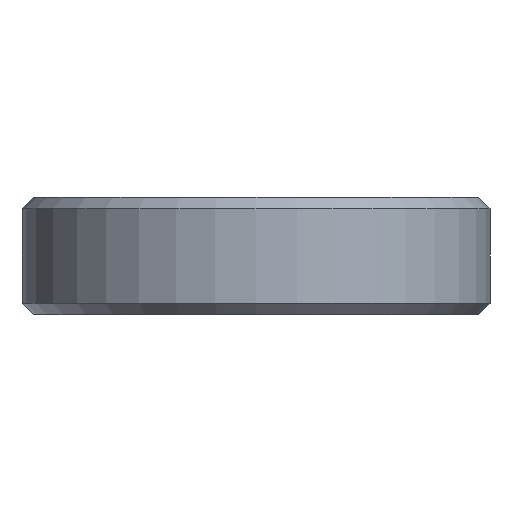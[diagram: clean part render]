
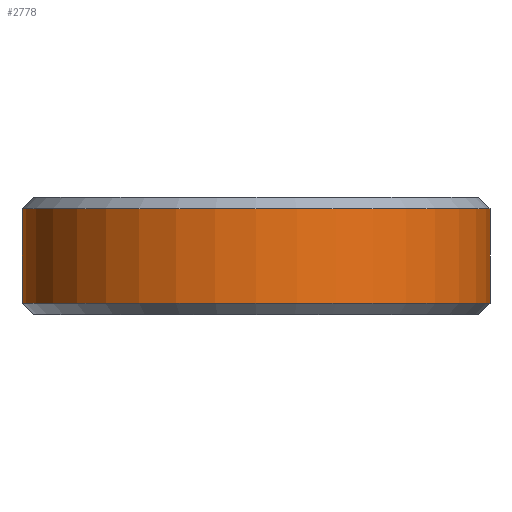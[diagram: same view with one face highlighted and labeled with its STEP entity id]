
A CAD part, left-side view. The second image highlights one B-rep face of the part: STEP entity #2778.
In plain terms, the highlighted cylindrical face has radius 6.25 mm (diameter 12.5 mm), a partial arc.
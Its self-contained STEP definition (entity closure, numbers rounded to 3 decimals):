
#144 = VERTEX_POINT('',#145);
#145 = CARTESIAN_POINT('',(0.,-6.25,0.3));
#161 = CONICAL_SURFACE('',#162,6.25,0.785);
#162 = AXIS2_PLACEMENT_3D('',#163,#164,#165);
#163 = CARTESIAN_POINT('',(0.,0.,0.3));
#164 = DIRECTION('',(0.,0.,1.));
#165 = DIRECTION('',(0.,1.,0.));
#187 = PLANE('',#188);
#188 = AXIS2_PLACEMENT_3D('',#189,#190,#191);
#189 = CARTESIAN_POINT('',(212.5,-6.25,0.));
#190 = DIRECTION('',(0.,-1.,0.));
#191 = DIRECTION('',(-1.,0.,0.));
#290 = PLANE('',#291);
#291 = AXIS2_PLACEMENT_3D('',#292,#293,#294);
#292 = CARTESIAN_POINT('',(212.5,6.25,0.));
#293 = DIRECTION('',(0.,-1.,0.));
#294 = DIRECTION('',(-1.,0.,0.));
#1402 = VERTEX_POINT('',#1403);
#1403 = CARTESIAN_POINT('',(0.,6.25,0.3));
#1449 = EDGE_CURVE('',#1402,#144,#1450,.T.);
#1450 = SURFACE_CURVE('',#1451,(#1456,#1463),.PCURVE_S1.);
#1451 = CIRCLE('',#1452,6.25);
#1452 = AXIS2_PLACEMENT_3D('',#1453,#1454,#1455);
#1453 = CARTESIAN_POINT('',(0.,0.,0.3));
#1454 = DIRECTION('',(0.,-0.,1.));
#1455 = DIRECTION('',(0.,1.,0.));
#1456 = PCURVE('',#161,#1457);
#1457 = DEFINITIONAL_REPRESENTATION('',(#1458),#1462);
#1458 = LINE('',#1459,#1460);
#1459 = CARTESIAN_POINT('',(0.,-0.));
#1460 = VECTOR('',#1461,1.);
#1461 = DIRECTION('',(1.,-0.));
#1462 = ( GEOMETRIC_REPRESENTATION_CONTEXT(2) 
PARAMETRIC_REPRESENTATION_CONTEXT() REPRESENTATION_CONTEXT('2D SPACE',''
  ) );
#1463 = PCURVE('',#1464,#1469);
#1464 = CYLINDRICAL_SURFACE('',#1465,6.25);
#1465 = AXIS2_PLACEMENT_3D('',#1466,#1467,#1468);
#1466 = CARTESIAN_POINT('',(0.,0.,0.));
#1467 = DIRECTION('',(-0.,-0.,-1.));
#1468 = DIRECTION('',(1.,0.,0.));
#1469 = DEFINITIONAL_REPRESENTATION('',(#1470),#1474);
#1470 = LINE('',#1471,#1472);
#1471 = CARTESIAN_POINT('',(-1.571,-0.3));
#1472 = VECTOR('',#1473,1.);
#1473 = DIRECTION('',(-1.,0.));
#1474 = ( GEOMETRIC_REPRESENTATION_CONTEXT(2) 
PARAMETRIC_REPRESENTATION_CONTEXT() REPRESENTATION_CONTEXT('2D SPACE',''
  ) );
#1483 = VERTEX_POINT('',#1484);
#1484 = CARTESIAN_POINT('',(0.,-6.25,2.825));
#1510 = EDGE_CURVE('',#144,#1483,#1511,.T.);
#1511 = SURFACE_CURVE('',#1512,(#1516,#1523),.PCURVE_S1.);
#1512 = LINE('',#1513,#1514);
#1513 = CARTESIAN_POINT('',(0.,-6.25,0.));
#1514 = VECTOR('',#1515,1.);
#1515 = DIRECTION('',(0.,0.,1.));
#1516 = PCURVE('',#187,#1517);
#1517 = DEFINITIONAL_REPRESENTATION('',(#1518),#1522);
#1518 = LINE('',#1519,#1520);
#1519 = CARTESIAN_POINT('',(212.5,0.));
#1520 = VECTOR('',#1521,1.);
#1521 = DIRECTION('',(0.,-1.));
#1522 = ( GEOMETRIC_REPRESENTATION_CONTEXT(2) 
PARAMETRIC_REPRESENTATION_CONTEXT() REPRESENTATION_CONTEXT('2D SPACE',''
  ) );
#1523 = PCURVE('',#1464,#1524);
#1524 = DEFINITIONAL_REPRESENTATION('',(#1525),#1529);
#1525 = LINE('',#1526,#1527);
#1526 = CARTESIAN_POINT('',(-4.712,0.));
#1527 = VECTOR('',#1528,1.);
#1528 = DIRECTION('',(-0.,-1.));
#1529 = ( GEOMETRIC_REPRESENTATION_CONTEXT(2) 
PARAMETRIC_REPRESENTATION_CONTEXT() REPRESENTATION_CONTEXT('2D SPACE',''
  ) );
#1619 = VERTEX_POINT('',#1620);
#1620 = CARTESIAN_POINT('',(0.,6.25,2.825));
#1641 = EDGE_CURVE('',#1402,#1619,#1642,.T.);
#1642 = SURFACE_CURVE('',#1643,(#1647,#1654),.PCURVE_S1.);
#1643 = LINE('',#1644,#1645);
#1644 = CARTESIAN_POINT('',(0.,6.25,0.));
#1645 = VECTOR('',#1646,1.);
#1646 = DIRECTION('',(0.,0.,1.));
#1647 = PCURVE('',#290,#1648);
#1648 = DEFINITIONAL_REPRESENTATION('',(#1649),#1653);
#1649 = LINE('',#1650,#1651);
#1650 = CARTESIAN_POINT('',(212.5,0.));
#1651 = VECTOR('',#1652,1.);
#1652 = DIRECTION('',(0.,-1.));
#1653 = ( GEOMETRIC_REPRESENTATION_CONTEXT(2) 
PARAMETRIC_REPRESENTATION_CONTEXT() REPRESENTATION_CONTEXT('2D SPACE',''
  ) );
#1654 = PCURVE('',#1464,#1655);
#1655 = DEFINITIONAL_REPRESENTATION('',(#1656),#1660);
#1656 = LINE('',#1657,#1658);
#1657 = CARTESIAN_POINT('',(-1.571,0.));
#1658 = VECTOR('',#1659,1.);
#1659 = DIRECTION('',(-0.,-1.));
#1660 = ( GEOMETRIC_REPRESENTATION_CONTEXT(2) 
PARAMETRIC_REPRESENTATION_CONTEXT() REPRESENTATION_CONTEXT('2D SPACE',''
  ) );
#2778 = ADVANCED_FACE('',(#2779),#1464,.T.);
#2779 = FACE_BOUND('',#2780,.F.);
#2780 = EDGE_LOOP('',(#2781,#2782,#2809,#2810));
#2781 = ORIENTED_EDGE('',*,*,#1641,.T.);
#2782 = ORIENTED_EDGE('',*,*,#2783,.T.);
#2783 = EDGE_CURVE('',#1619,#1483,#2784,.T.);
#2784 = SURFACE_CURVE('',#2785,(#2790,#2797),.PCURVE_S1.);
#2785 = CIRCLE('',#2786,6.25);
#2786 = AXIS2_PLACEMENT_3D('',#2787,#2788,#2789);
#2787 = CARTESIAN_POINT('',(0.,0.,2.825));
#2788 = DIRECTION('',(0.,-0.,1.));
#2789 = DIRECTION('',(0.,1.,0.));
#2790 = PCURVE('',#1464,#2791);
#2791 = DEFINITIONAL_REPRESENTATION('',(#2792),#2796);
#2792 = LINE('',#2793,#2794);
#2793 = CARTESIAN_POINT('',(-1.571,-2.825));
#2794 = VECTOR('',#2795,1.);
#2795 = DIRECTION('',(-1.,0.));
#2796 = ( GEOMETRIC_REPRESENTATION_CONTEXT(2) 
PARAMETRIC_REPRESENTATION_CONTEXT() REPRESENTATION_CONTEXT('2D SPACE',''
  ) );
#2797 = PCURVE('',#2798,#2803);
#2798 = CONICAL_SURFACE('',#2799,6.25,0.785);
#2799 = AXIS2_PLACEMENT_3D('',#2800,#2801,#2802);
#2800 = CARTESIAN_POINT('',(0.,0.,2.825));
#2801 = DIRECTION('',(-0.,-0.,-1.));
#2802 = DIRECTION('',(0.,1.,0.));
#2803 = DEFINITIONAL_REPRESENTATION('',(#2804),#2808);
#2804 = LINE('',#2805,#2806);
#2805 = CARTESIAN_POINT('',(-0.,-0.));
#2806 = VECTOR('',#2807,1.);
#2807 = DIRECTION('',(-1.,-0.));
#2808 = ( GEOMETRIC_REPRESENTATION_CONTEXT(2) 
PARAMETRIC_REPRESENTATION_CONTEXT() REPRESENTATION_CONTEXT('2D SPACE',''
  ) );
#2809 = ORIENTED_EDGE('',*,*,#1510,.F.);
#2810 = ORIENTED_EDGE('',*,*,#1449,.F.);
